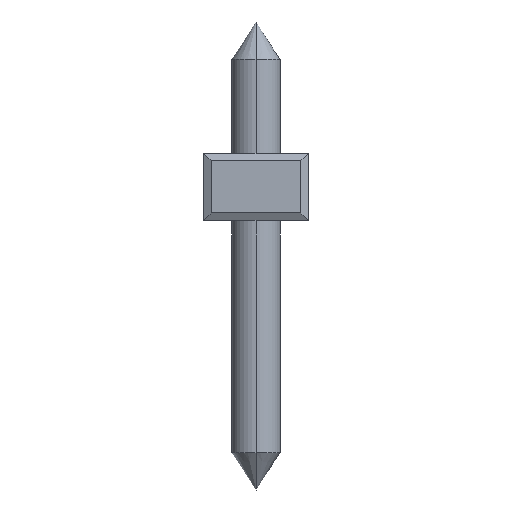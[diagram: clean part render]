
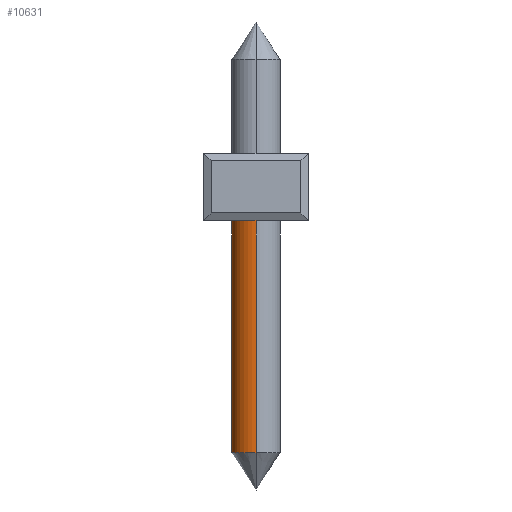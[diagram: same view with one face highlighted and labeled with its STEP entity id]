
A CAD part, front view. The second image highlights one B-rep face of the part: STEP entity #10631.
In plain terms, the highlighted cylindrical face has radius 0.65 mm (diameter 1.3 mm), a partial arc.
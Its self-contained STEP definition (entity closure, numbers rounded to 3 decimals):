
#2821=CARTESIAN_POINT('',(1.4,-97.5,0.2));
#2822=DIRECTION('',(0.,0.,1.));
#2823=DIRECTION('',(0.,1.,0.));
#2824=AXIS2_PLACEMENT_3D('',#2821,#2822,#2823);
#2831=CARTESIAN_POINT('',(1.4,-97.5,-6.2));
#2832=DIRECTION('',(0.,0.,1.));
#2833=DIRECTION('',(0.,1.,0.));
#2834=AXIS2_PLACEMENT_3D('',#2831,#2832,#2833);
#2836=DIRECTION('',(0.,0.,1.));
#2837=VECTOR('',#2836,6.4);
#2838=CARTESIAN_POINT('',(1.4,-96.85,-6.2));
#2839=LINE('',#2838,#2837);
#2845=DIRECTION('',(0.,0.,1.));
#2846=VECTOR('',#2845,6.4);
#2847=CARTESIAN_POINT('',(1.4,-98.15,-6.2));
#2848=LINE('',#2847,#2846);
#7614=CARTESIAN_POINT('',(1.4,-96.85,-6.2));
#7616=VERTEX_POINT('',#7614);
#7621=CARTESIAN_POINT('',(1.4,-98.15,-6.2));
#7622=VERTEX_POINT('',#7621);
#7625=CARTESIAN_POINT('',(1.4,-96.85,0.2));
#7626=CARTESIAN_POINT('',(1.4,-98.15,0.2));
#7627=VERTEX_POINT('',#7625);
#7628=VERTEX_POINT('',#7626);
#10617=CARTESIAN_POINT('',(1.4,-97.5,-7.825));
#10618=DIRECTION('',(0.,0.,1.));
#10619=DIRECTION('',(0.,1.,0.));
#10620=AXIS2_PLACEMENT_3D('',#10617,#10618,#10619);
#10621=CYLINDRICAL_SURFACE('',#10620,0.65);
#10622=ORIENTED_EDGE('',*,*,#10598,.T.);
#10624=ORIENTED_EDGE('',*,*,#10623,.F.);
#10626=ORIENTED_EDGE('',*,*,#10625,.F.);
#10628=ORIENTED_EDGE('',*,*,#10627,.T.);
#10629=EDGE_LOOP('',(#10622,#10624,#10626,#10628));
#10630=FACE_OUTER_BOUND('',#10629,.F.);
#10631=ADVANCED_FACE('',(#10630),#10621,.T.);
#2825=CIRCLE('',#2824,0.65);
#2835=CIRCLE('',#2834,0.65);
#10598=EDGE_CURVE('',#7627,#7628,#2825,.T.);
#10623=EDGE_CURVE('',#7622,#7628,#2848,.T.);
#10625=EDGE_CURVE('',#7616,#7622,#2835,.T.);
#10627=EDGE_CURVE('',#7616,#7627,#2839,.T.);
